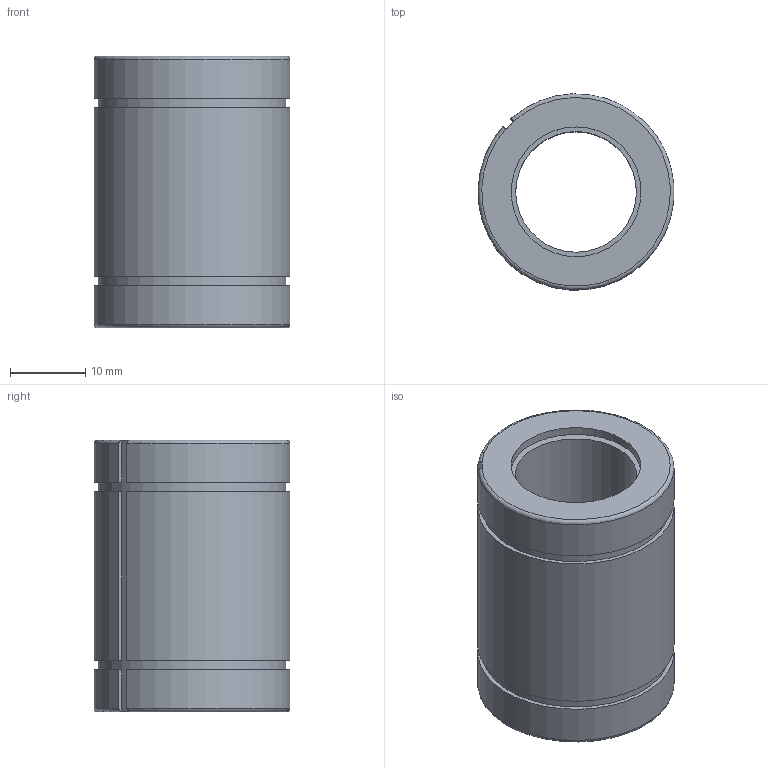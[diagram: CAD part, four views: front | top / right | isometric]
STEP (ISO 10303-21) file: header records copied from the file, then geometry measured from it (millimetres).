
FILE_DESCRIPTION(/* description */ ('STEP AP203'),/* implementation_level */ '2;1');
FILE_NAME(/* name */ 'LME16UU-AJ',/* time_stamp */ '2022-07-21T04:09:08+02:00',/* author */ ('License CC BY-ND 4.0'),/* organization */ ('CADENAS'),/* preprocessor_version */ 'ST-DEVELOPER v18.102',/* originating_system */ 'PARTsolutions',/* authorisation */ ' ');
FILE_SCHEMA (('CONFIG_CONTROL_DESIGN'));
Length unit declared in the file: millimetre
Products named in the file (1): LME16UU-AJ
Bounding box: 25.96 x 25.96 x 36 mm (x, y, z)
Volume: 11617 mm3; surface area: 5720.8 mm2
Topology: 1 solids, 1 shells, 27 faces, 59 edges, 38 vertices
Faces by surface type: plane 16, cylinder 9, torus 2
Full cylindrical faces by diameter (mm): 16 x1, 17.2 x2, 18.4 x2, 24.9 x1
Entity records: 748 total; most frequent: CARTESIAN_POINT 130, DIRECTION 128, ORIENTED_EDGE 104, EDGE_CURVE 52, AXIS2_PLACEMENT_3D 52, EDGE_LOOP 40, FACE_BOUND 40, VERTEX_POINT 38
